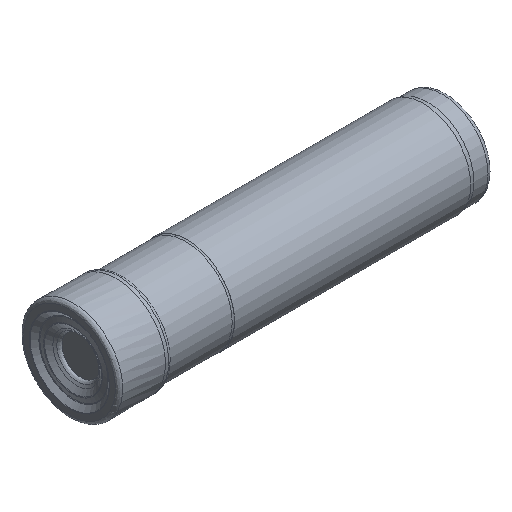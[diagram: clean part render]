
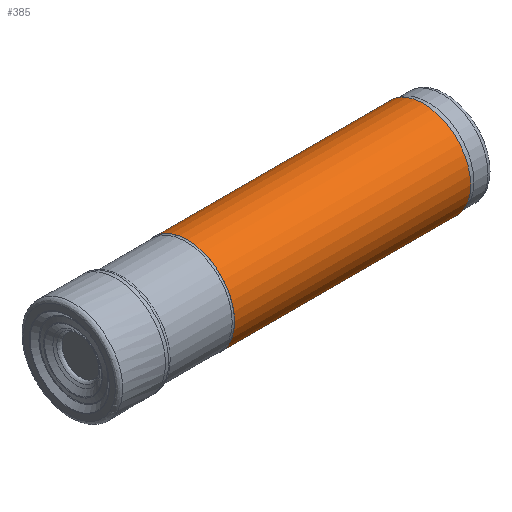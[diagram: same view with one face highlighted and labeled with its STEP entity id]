
A CAD part, isometric view. The second image highlights one B-rep face of the part: STEP entity #385.
In plain terms, the highlighted cylindrical face has radius 10 mm (diameter 20 mm), a full revolution.
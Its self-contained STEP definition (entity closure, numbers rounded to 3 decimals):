
#271=CYLINDRICAL_SURFACE('',#760,10.);
#311=FACE_BOUND('',#449,.T.);
#312=FACE_BOUND('',#450,.T.);
#385=ADVANCED_FACE('',(#311,#312),#271,.T.);
#449=EDGE_LOOP('',(#537));
#450=EDGE_LOOP('',(#538));
#537=ORIENTED_EDGE('',*,*,#655,.F.);
#538=ORIENTED_EDGE('',*,*,#656,.T.);
#611=VERTEX_POINT('',#1039);
#612=VERTEX_POINT('',#1042);
#655=EDGE_CURVE('',#611,#611,#699,.T.);
#656=EDGE_CURVE('',#612,#612,#700,.T.);
#699=CIRCLE('',#757,10.);
#700=CIRCLE('',#759,10.);
#757=AXIS2_PLACEMENT_3D('',#1038,#860,#861);
#759=AXIS2_PLACEMENT_3D('',#1041,#864,#865);
#760=AXIS2_PLACEMENT_3D('',#1043,#866,#867);
#860=DIRECTION('',(-1.,0.,0.));
#861=DIRECTION('',(0.,0.,1.));
#864=DIRECTION('',(-1.,0.,0.));
#865=DIRECTION('',(0.,0.,1.));
#866=DIRECTION('',(-1.,0.,0.));
#867=DIRECTION('',(0.,0.,1.));
#1038=CARTESIAN_POINT('',(25.,0.,0.));
#1039=CARTESIAN_POINT('',(25.,0.,10.));
#1041=CARTESIAN_POINT('',(75.067,0.,0.));
#1042=CARTESIAN_POINT('',(75.067,0.,10.));
#1043=CARTESIAN_POINT('',(0.,0.,0.));
